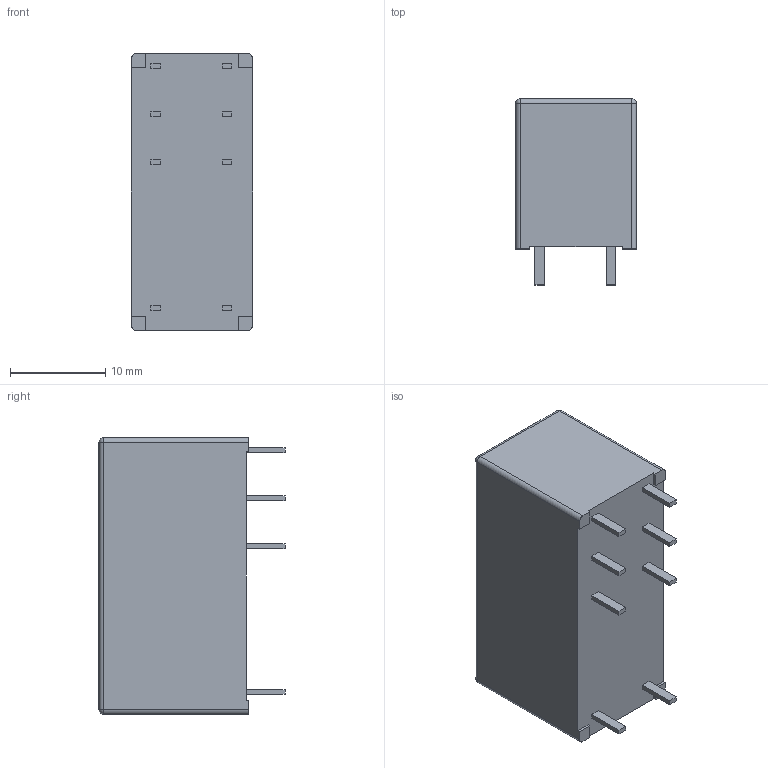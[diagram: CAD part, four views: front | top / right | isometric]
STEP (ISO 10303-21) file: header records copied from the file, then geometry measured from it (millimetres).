
FILE_DESCRIPTION (( 'STEP AP214' ), '1' );
FILE_NAME ('RT424024.STEP', '2023-03-14T12:57:36', ( '' ), ( '' ), 'SwSTEP 2.0', 'SolidWorks 2017', '' );
FILE_SCHEMA (( 'AUTOMOTIVE_DESIGN' ));
Length unit declared in the file: millimetre
Products named in the file (1): RT424024
Bounding box: 12.7 x 19.5 x 29 mm (x, y, z)
Volume: 5700.9 mm3; surface area: 2104.6 mm2
Topology: 9 solids, 9 shells, 78 faces, 172 edges, 108 vertices
Faces by surface type: plane 66, cylinder 8, sphere 4
Entity records: 2178 total; most frequent: CARTESIAN_POINT 355, DIRECTION 342, ORIENTED_EDGE 336, EDGE_CURVE 168, VECTOR 152, LINE 152, VERTEX_POINT 108, AXIS2_PLACEMENT_3D 95
